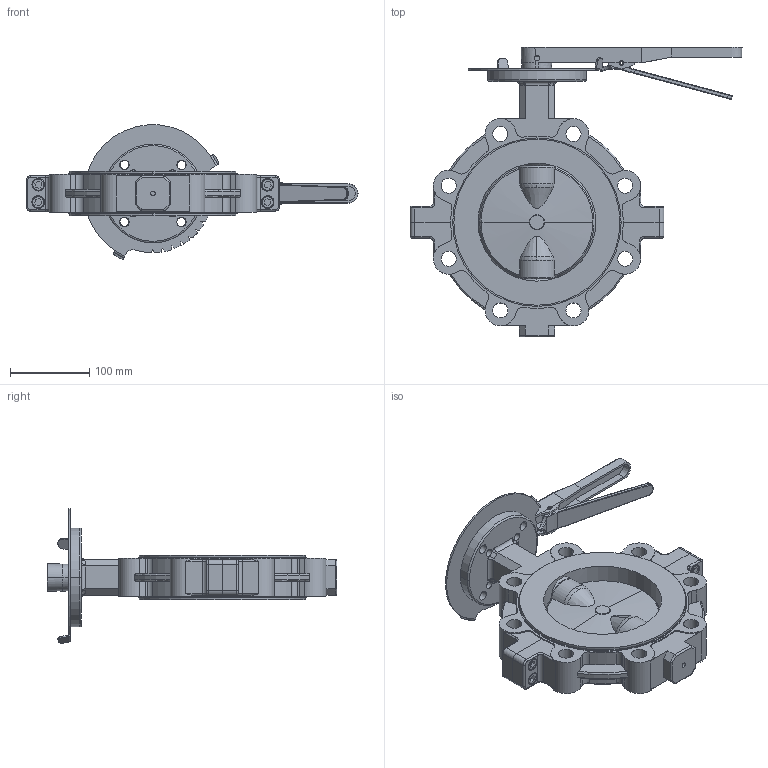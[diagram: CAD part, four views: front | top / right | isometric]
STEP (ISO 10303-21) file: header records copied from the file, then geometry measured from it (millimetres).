
FILE_DESCRIPTION (( 'STEP AP214' ), '1' );
FILE_NAME ('AS-L1-0600-PMR-HA.step', '2019-08-26T11:38:10', ( '' ), ( '' ), 'SwSTEP 2.0', 'SolidWorks 2019', '' );
FILE_SCHEMA (( 'AUTOMOTIVE_DESIGN' ));
Length unit declared in the file: inch
Products named in the file (2): AS-L1-0600-PMR-HA
Bounding box: 419.77 x 366.51 x 169.73 mm (x, y, z)
Surface area: 373253.4 mm2 (no closed solid volume)
Topology: 0 solids, 39 shells, 669 faces, 2300 edges, 1631 vertices
Faces by surface type: cylinder 300, plane 232, torus 67, cone 43, bspline 21, sphere 6
Entity records: 38546 total; most frequent: CARTESIAN_POINT 10384, DIRECTION 3986, ORIENTED_EDGE 3854, EDGE_CURVE 2296, VERTEX_POINT 1629, AXIS2_PLACEMENT_3D 1449, LINE 1088, VECTOR 1088
